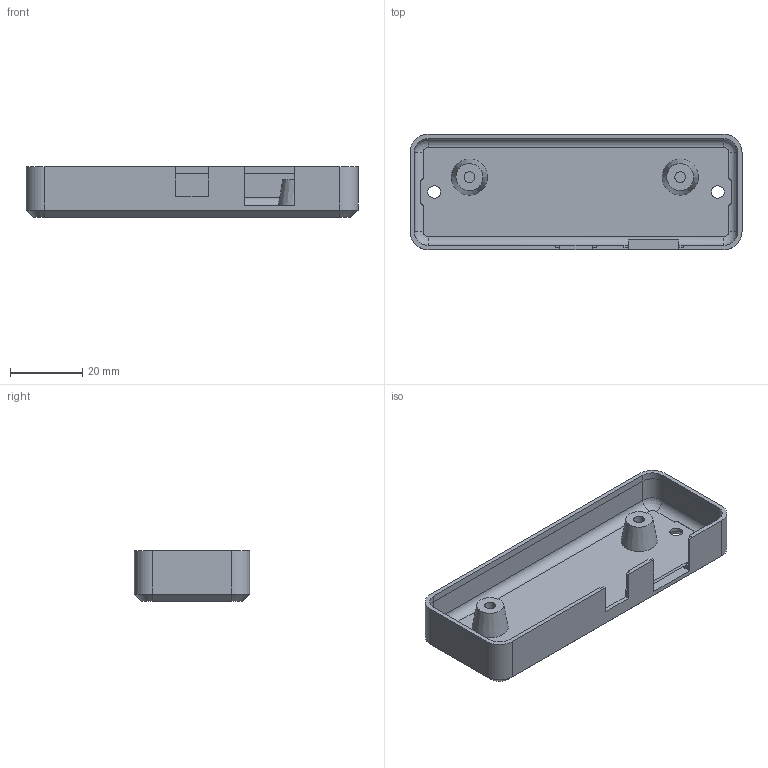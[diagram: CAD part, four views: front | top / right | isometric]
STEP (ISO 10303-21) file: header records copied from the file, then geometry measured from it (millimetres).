
FILE_DESCRIPTION(('Open CASCADE Model'),'2;1');
FILE_NAME('Open CASCADE Shape Model','2025-06-16T19:26:19',('Author'),( 'Open CASCADE'),'Open CASCADE STEP processor 7.8','build123d', 'Unknown');
FILE_SCHEMA(('AUTOMOTIVE_DESIGN { 1 0 10303 214 1 1 1 1 }'));
Length unit declared in the file: millimetre
Products named in the file (2): =>[0:1:1:2]; COMPOUND
Assembly tree (1 placements, depth 2):
  =>[0:1:1:2]
    COMPOUND
Bounding box: 92 x 32 x 14 mm (x, y, z)
Volume: 12072 mm3; surface area: 11325.2 mm2
Topology: 1 solids, 1 shells, 87 faces, 225 edges, 144 vertices
Faces by surface type: plane 51, cylinder 24, cone 8, revolution 4
Full cylindrical faces by diameter (mm): 3 x2, 3.5 x2
Entity records: 5780 total; most frequent: CARTESIAN_POINT 1344, DIRECTION 793, LINE 469, VECTOR 469, ORIENTED_EDGE 450, PCURVE 450, DEFINITIONAL_REPRESENTATION 450, EDGE_CURVE 225
